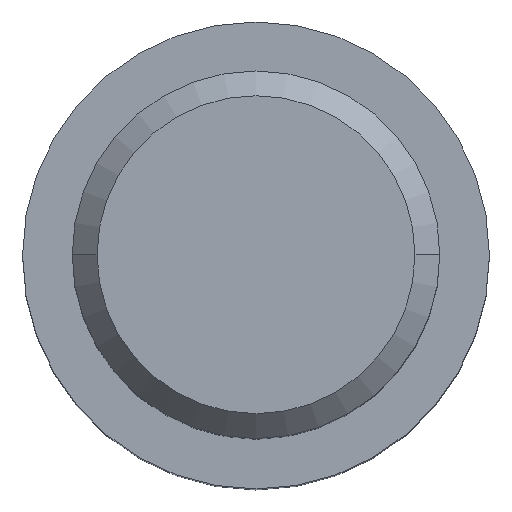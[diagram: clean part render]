
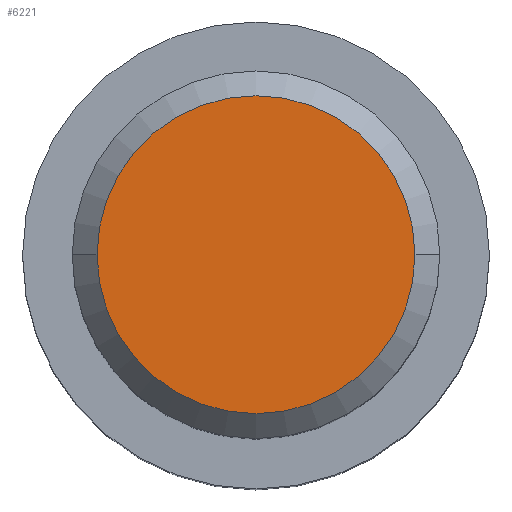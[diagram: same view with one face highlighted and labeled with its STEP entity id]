
A CAD part, top view. The second image highlights one B-rep face of the part: STEP entity #6221.
In plain terms, the highlighted planar face has unit normal (0, 0, 1).
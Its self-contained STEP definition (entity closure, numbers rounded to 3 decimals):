
#339 = EDGE_CURVE ( 'NONE', #2048, #6294, #9910, .T. ) ;
#613 = CARTESIAN_POINT ( 'NONE',  ( 0., 0., 30. ) ) ;
#1493 = CARTESIAN_POINT ( 'NONE',  ( 0., 0., 30. ) ) ;
#1560 = AXIS2_PLACEMENT_3D ( 'NONE', #1493, #8878, #2540 ) ;
#1967 = AXIS2_PLACEMENT_3D ( 'NONE', #613, #5362, #5588 ) ;
#2048 = VERTEX_POINT ( 'NONE', #4259 ) ;
#2540 = DIRECTION ( 'NONE',  ( 1., 0., 0. ) ) ;
#3289 = CARTESIAN_POINT ( 'NONE',  ( 0., 0., 30. ) ) ;
#4259 = CARTESIAN_POINT ( 'NONE',  ( 3.2, 0., 30. ) ) ;
#4313 = ORIENTED_EDGE ( 'NONE', *, *, #339, .T. ) ;
#4339 = DIRECTION ( 'NONE',  ( 0., 0., 1. ) ) ;
#5359 = PLANE ( 'NONE',  #10112 ) ;
#5362 = DIRECTION ( 'NONE',  ( 0., 0., 1. ) ) ;
#5588 = DIRECTION ( 'NONE',  ( 1., 0., 0. ) ) ;
#6221 = ADVANCED_FACE ( 'NONE', ( #13088 ), #5359, .T. ) ;
#6294 = VERTEX_POINT ( 'NONE', #9974 ) ;
#6447 = CIRCLE ( 'NONE', #1560, 3.2 ) ;
#7427 = EDGE_CURVE ( 'NONE', #6294, #2048, #6447, .T. ) ;
#7813 = ORIENTED_EDGE ( 'NONE', *, *, #7427, .T. ) ;
#8878 = DIRECTION ( 'NONE',  ( 0., 0., 1. ) ) ;
#9910 = CIRCLE ( 'NONE', #1967, 3.2 ) ;
#9974 = CARTESIAN_POINT ( 'NONE',  ( -3.2, 0., 30. ) ) ;
#10112 = AXIS2_PLACEMENT_3D ( 'NONE', #3289, #4339, #11750 ) ;
#11702 = EDGE_LOOP ( 'NONE', ( #7813, #4313 ) ) ;
#11750 = DIRECTION ( 'NONE',  ( 1., 0., 0. ) ) ;
#13088 = FACE_OUTER_BOUND ( 'NONE', #11702, .T. ) ;
